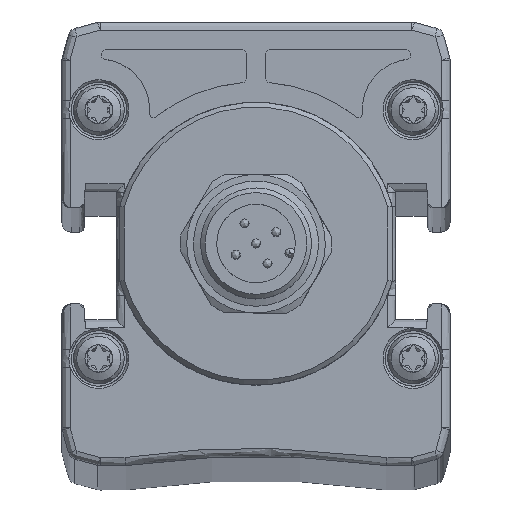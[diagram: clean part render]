
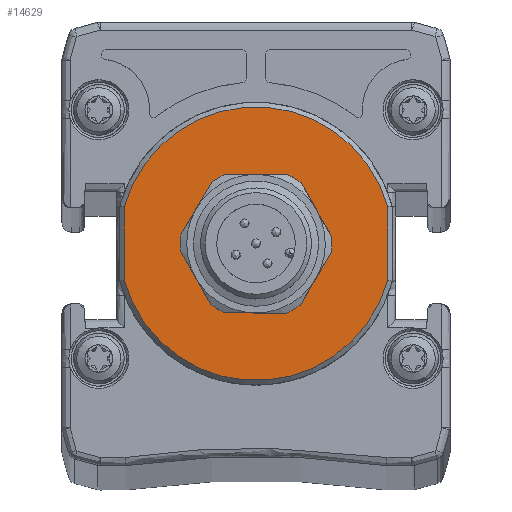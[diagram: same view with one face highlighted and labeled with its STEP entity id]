
A CAD part, top view. The second image highlights one B-rep face of the part: STEP entity #14629.
In plain terms, the highlighted planar face has unit normal (0, 0, 1).
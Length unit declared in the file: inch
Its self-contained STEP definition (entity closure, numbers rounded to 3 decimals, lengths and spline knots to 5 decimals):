
#612 = CARTESIAN_POINT ( 'NONE',  ( 0.12825, -0.29627, 59.44927 ) ) ;
#804 = DIRECTION ( 'NONE',  ( -0.493, 0.87, 0. ) ) ;
#1022 = EDGE_CURVE ( 'NONE', #19015, #22101, #15351, .T. ) ;
#1416 = CIRCLE ( 'NONE', #7642, 0.32283 ) ;
#1786 = VERTEX_POINT ( 'NONE', #2435 ) ;
#1930 = CARTESIAN_POINT ( 'NONE',  ( 0.56106, 0.15737, 59.44927 ) ) ;
#2318 = ORIENTED_EDGE ( 'NONE', *, *, #23926, .T. ) ;
#2356 = EDGE_CURVE ( 'NONE', #13454, #21373, #3435, .T. ) ;
#2435 = CARTESIAN_POINT ( 'NONE',  ( 0.19245, 0.2592, 59.44927 ) ) ;
#2440 = CARTESIAN_POINT ( 'NONE',  ( 0., 0., 59.44927 ) ) ;
#2607 = ORIENTED_EDGE ( 'NONE', *, *, #25610, .F. ) ;
#2767 = VERTEX_POINT ( 'NONE', #4776 ) ;
#3068 = VECTOR ( 'NONE', #20244, 39.37008 ) ;
#3236 = CARTESIAN_POINT ( 'NONE',  ( -0.18845, 0.26212, 59.44927 ) ) ;
#3435 = LINE ( 'NONE', #5683, #15115 ) ;
#3456 = EDGE_CURVE ( 'NONE', #8240, #4258, #4990, .T. ) ;
#3497 = ORIENTED_EDGE ( 'NONE', *, *, #4344, .T. ) ;
#3528 = CARTESIAN_POINT ( 'NONE',  ( 0., 0., 59.44927 ) ) ;
#3839 = CIRCLE ( 'NONE', #29539, 0.32283 ) ;
#4258 = VERTEX_POINT ( 'NONE', #4956 ) ;
#4344 = EDGE_CURVE ( 'NONE', #9268, #27813, #3839, .T. ) ;
#4345 = CARTESIAN_POINT ( 'NONE',  ( 0.3207, -0.03707, 59.44927 ) ) ;
#4642 = VECTOR ( 'NONE', #8059, 39.37008 ) ;
#4776 = CARTESIAN_POINT ( 'NONE',  ( 0.32123, 0.03214, 59.44927 ) ) ;
#4860 = VERTEX_POINT ( 'NONE', #23878 ) ;
#4956 = CARTESIAN_POINT ( 'NONE',  ( 0.18845, -0.26212, 59.44927 ) ) ;
#4990 = LINE ( 'NONE', #4345, #21493 ) ;
#5054 = CARTESIAN_POINT ( 'NONE',  ( -0.12825, 0.29627, 59.44927 ) ) ;
#5140 = EDGE_CURVE ( 'NONE', #23228, #21373, #10138, .T. ) ;
#5170 = VECTOR ( 'NONE', #30594, 39.37008 ) ;
#5318 = AXIS2_PLACEMENT_3D ( 'NONE', #18686, #23524, #21594 ) ;
#5341 = VERTEX_POINT ( 'NONE', #11844 ) ;
#5635 = CARTESIAN_POINT ( 'NONE',  ( -0.56106, 0., 59.44927 ) ) ;
#5683 = CARTESIAN_POINT ( 'NONE',  ( 0.56106, 0., 59.44927 ) ) ;
#6203 = EDGE_LOOP ( 'NONE', ( #24661, #2607, #18829, #27806 ) ) ;
#6231 = VERTEX_POINT ( 'NONE', #13316 ) ;
#6382 = DIRECTION ( 'NONE',  ( -0.493, 0.87, 0. ) ) ;
#6757 = CARTESIAN_POINT ( 'NONE',  ( 0., 0., 59.44927 ) ) ;
#6829 = DIRECTION ( 'NONE',  ( 0., 1., 0. ) ) ;
#7017 = FACE_BOUND ( 'NONE', #30830, .T. ) ;
#7067 = DIRECTION ( 'NONE',  ( 0., 0., -1. ) ) ;
#7167 = CARTESIAN_POINT ( 'NONE',  ( 0.56106, -0.15737, 59.44927 ) ) ;
#7394 = CARTESIAN_POINT ( 'NONE',  ( -0.3207, 0.03707, 59.44927 ) ) ;
#7642 = AXIS2_PLACEMENT_3D ( 'NONE', #15683, #20689, #13298 ) ;
#7706 = VECTOR ( 'NONE', #19524, 39.37008 ) ;
#8059 = DIRECTION ( 'NONE',  ( -1., 0.008, 0. ) ) ;
#8219 = AXIS2_PLACEMENT_3D ( 'NONE', #2440, #17120, #24542 ) ;
#8240 = VERTEX_POINT ( 'NONE', #31133 ) ;
#8495 = ORIENTED_EDGE ( 'NONE', *, *, #20391, .T. ) ;
#8529 = ORIENTED_EDGE ( 'NONE', *, *, #27123, .T. ) ;
#8743 = CIRCLE ( 'NONE', #18519, 0.32283 ) ;
#9268 = VERTEX_POINT ( 'NONE', #3236 ) ;
#9460 = AXIS2_PLACEMENT_3D ( 'NONE', #10286, #19955, #31847 ) ;
#9644 = EDGE_CURVE ( 'NONE', #4860, #1786, #11356, .T. ) ;
#9838 = DIRECTION ( 'NONE',  ( -0.493, 0.87, 0. ) ) ;
#10138 = CIRCLE ( 'NONE', #18374, 0.58271 ) ;
#10286 = CARTESIAN_POINT ( 'NONE',  ( 0., 0., 59.44927 ) ) ;
#10348 = VERTEX_POINT ( 'NONE', #10934 ) ;
#10533 = EDGE_CURVE ( 'NONE', #27813, #4860, #30201, .T. ) ;
#10599 = CARTESIAN_POINT ( 'NONE',  ( -0.12825, 0.29627, 59.44927 ) ) ;
#10934 = CARTESIAN_POINT ( 'NONE',  ( 0.12825, -0.29627, 59.44927 ) ) ;
#11091 = VERTEX_POINT ( 'NONE', #11395 ) ;
#11356 = CIRCLE ( 'NONE', #18040, 0.32283 ) ;
#11395 = CARTESIAN_POINT ( 'NONE',  ( -0.56106, 0.15737, 59.44927 ) ) ;
#11408 = DIRECTION ( 'NONE',  ( -1., 0., 0. ) ) ;
#11421 = ORIENTED_EDGE ( 'NONE', *, *, #13709, .T. ) ;
#11844 = CARTESIAN_POINT ( 'NONE',  ( -0.3207, 0.03707, 59.44927 ) ) ;
#13280 = CARTESIAN_POINT ( 'NONE',  ( -0.56106, -0.15737, 59.44927 ) ) ;
#13298 = DIRECTION ( 'NONE',  ( -0.493, 0.87, 0. ) ) ;
#13316 = CARTESIAN_POINT ( 'NONE',  ( -0.32123, -0.03214, 59.44927 ) ) ;
#13454 = VERTEX_POINT ( 'NONE', #1930 ) ;
#13709 = EDGE_CURVE ( 'NONE', #10348, #19015, #29789, .T. ) ;
#13976 = CARTESIAN_POINT ( 'NONE',  ( -0.13278, -0.29427, 59.44927 ) ) ;
#14027 = FACE_OUTER_BOUND ( 'NONE', #6203, .T. ) ;
#14147 = CARTESIAN_POINT ( 'NONE',  ( 0.19245, 0.2592, 59.44927 ) ) ;
#14396 = ORIENTED_EDGE ( 'NONE', *, *, #1022, .T. ) ;
#14629 = ADVANCED_FACE ( 'NONE', ( #14027, #7017 ), #23801, .T. ) ;
#15041 = ORIENTED_EDGE ( 'NONE', *, *, #10533, .T. ) ;
#15115 = VECTOR ( 'NONE', #27445, 39.37008 ) ;
#15351 = CIRCLE ( 'NONE', #24594, 0.32283 ) ;
#15683 = CARTESIAN_POINT ( 'NONE',  ( 0., 0., 59.44927 ) ) ;
#16682 = ORIENTED_EDGE ( 'NONE', *, *, #25671, .T. ) ;
#16927 = LINE ( 'NONE', #7394, #7706 ) ;
#17018 = DIRECTION ( 'NONE',  ( 0., 0., -1. ) ) ;
#17120 = DIRECTION ( 'NONE',  ( 0., 0., -1. ) ) ;
#17493 = ORIENTED_EDGE ( 'NONE', *, *, #9644, .T. ) ;
#18040 = AXIS2_PLACEMENT_3D ( 'NONE', #30687, #28142, #18154 ) ;
#18154 = DIRECTION ( 'NONE',  ( -0.493, 0.87, 0. ) ) ;
#18374 = AXIS2_PLACEMENT_3D ( 'NONE', #19103, #21233, #11408 ) ;
#18519 = AXIS2_PLACEMENT_3D ( 'NONE', #29086, #17018, #28913 ) ;
#18686 = CARTESIAN_POINT ( 'NONE',  ( 0., 0., 59.44927 ) ) ;
#18829 = ORIENTED_EDGE ( 'NONE', *, *, #5140, .T. ) ;
#19015 = VERTEX_POINT ( 'NONE', #13976 ) ;
#19103 = CARTESIAN_POINT ( 'NONE',  ( 0., 0., 59.44927 ) ) ;
#19524 = DIRECTION ( 'NONE',  ( 0.507, 0.862, 0. ) ) ;
#19734 = CIRCLE ( 'NONE', #5318, 0.58271 ) ;
#19955 = DIRECTION ( 'NONE',  ( 0., 0., 1. ) ) ;
#20189 = CARTESIAN_POINT ( 'NONE',  ( -0.19245, -0.2592, 59.44927 ) ) ;
#20244 = DIRECTION ( 'NONE',  ( 1., -0.008, 0. ) ) ;
#20391 = EDGE_CURVE ( 'NONE', #22101, #6231, #22926, .T. ) ;
#20687 = ORIENTED_EDGE ( 'NONE', *, *, #3456, .T. ) ;
#20689 = DIRECTION ( 'NONE',  ( 0., 0., -1. ) ) ;
#21233 = DIRECTION ( 'NONE',  ( 0., 0., 1. ) ) ;
#21373 = VERTEX_POINT ( 'NONE', #7167 ) ;
#21467 = DIRECTION ( 'NONE',  ( -0.507, -0.862, 0. ) ) ;
#21493 = VECTOR ( 'NONE', #21467, 39.37008 ) ;
#21594 = DIRECTION ( 'NONE',  ( -1., 0., 0. ) ) ;
#22101 = VERTEX_POINT ( 'NONE', #23202 ) ;
#22926 = LINE ( 'NONE', #20189, #27536 ) ;
#23043 = DIRECTION ( 'NONE',  ( 0., 0., -1. ) ) ;
#23202 = CARTESIAN_POINT ( 'NONE',  ( -0.19245, -0.2592, 59.44927 ) ) ;
#23228 = VERTEX_POINT ( 'NONE', #13280 ) ;
#23524 = DIRECTION ( 'NONE',  ( 0., 0., -1. ) ) ;
#23801 = PLANE ( 'NONE',  #9460 ) ;
#23878 = CARTESIAN_POINT ( 'NONE',  ( 0.13278, 0.29427, 59.44927 ) ) ;
#23926 = EDGE_CURVE ( 'NONE', #2767, #8240, #1416, .T. ) ;
#24542 = DIRECTION ( 'NONE',  ( -0.493, 0.87, 0. ) ) ;
#24594 = AXIS2_PLACEMENT_3D ( 'NONE', #6757, #7067, #9838 ) ;
#24661 = ORIENTED_EDGE ( 'NONE', *, *, #30561, .F. ) ;
#24808 = EDGE_CURVE ( 'NONE', #4258, #10348, #27762, .T. ) ;
#25610 = EDGE_CURVE ( 'NONE', #23228, #11091, #27717, .T. ) ;
#25671 = EDGE_CURVE ( 'NONE', #1786, #2767, #25924, .T. ) ;
#25924 = LINE ( 'NONE', #14147, #5170 ) ;
#26368 = ORIENTED_EDGE ( 'NONE', *, *, #24808, .T. ) ;
#26836 = EDGE_CURVE ( 'NONE', #6231, #5341, #8743, .T. ) ;
#27123 = EDGE_CURVE ( 'NONE', #5341, #9268, #16927, .T. ) ;
#27445 = DIRECTION ( 'NONE',  ( 0., -1., 0. ) ) ;
#27536 = VECTOR ( 'NONE', #804, 39.37008 ) ;
#27717 = LINE ( 'NONE', #5635, #27834 ) ;
#27762 = CIRCLE ( 'NONE', #8219, 0.32283 ) ;
#27806 = ORIENTED_EDGE ( 'NONE', *, *, #2356, .F. ) ;
#27813 = VERTEX_POINT ( 'NONE', #10599 ) ;
#27834 = VECTOR ( 'NONE', #6829, 39.37008 ) ;
#28142 = DIRECTION ( 'NONE',  ( 0., 0., -1. ) ) ;
#28913 = DIRECTION ( 'NONE',  ( -0.493, 0.87, 0. ) ) ;
#29086 = CARTESIAN_POINT ( 'NONE',  ( 0., 0., 59.44927 ) ) ;
#29539 = AXIS2_PLACEMENT_3D ( 'NONE', #3528, #23043, #6382 ) ;
#29789 = LINE ( 'NONE', #612, #4642 ) ;
#30201 = LINE ( 'NONE', #5054, #3068 ) ;
#30561 = EDGE_CURVE ( 'NONE', #11091, #13454, #19734, .T. ) ;
#30594 = DIRECTION ( 'NONE',  ( 0.493, -0.87, 0. ) ) ;
#30687 = CARTESIAN_POINT ( 'NONE',  ( 0., 0., 59.44927 ) ) ;
#30830 = EDGE_LOOP ( 'NONE', ( #8529, #3497, #15041, #17493, #16682, #2318, #20687, #26368, #11421, #14396, #8495, #31860 ) ) ;
#31133 = CARTESIAN_POINT ( 'NONE',  ( 0.3207, -0.03707, 59.44927 ) ) ;
#31847 = DIRECTION ( 'NONE',  ( 1., 0., 0. ) ) ;
#31860 = ORIENTED_EDGE ( 'NONE', *, *, #26836, .T. ) ;
